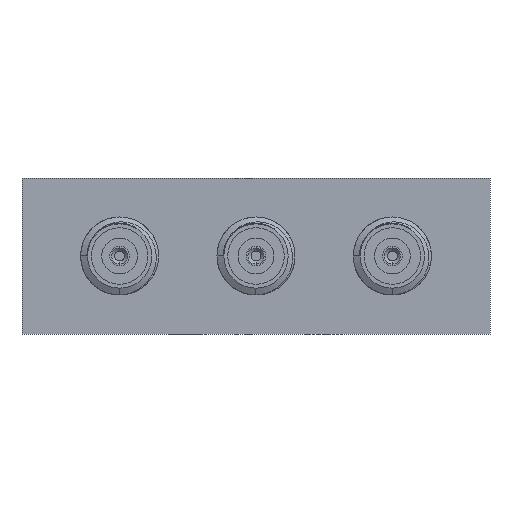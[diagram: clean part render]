
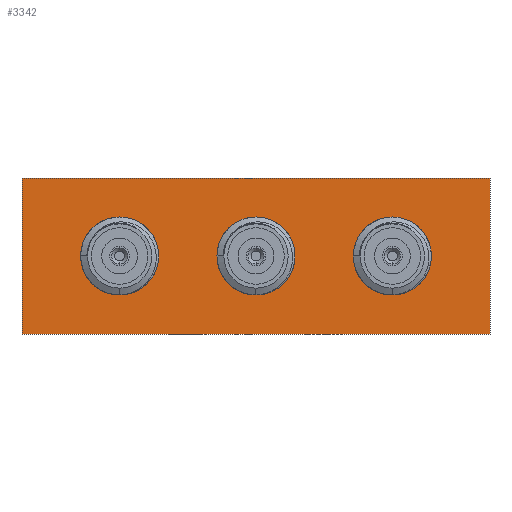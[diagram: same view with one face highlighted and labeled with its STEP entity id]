
A CAD part, front view. The second image highlights one B-rep face of the part: STEP entity #3342.
In plain terms, the highlighted planar face has unit normal (0, -1, 0).
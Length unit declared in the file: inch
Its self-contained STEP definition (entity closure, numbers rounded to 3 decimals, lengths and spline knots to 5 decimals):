
#54 = VERTEX_POINT ( 'NONE', #7002 ) ;
#104 = ORIENTED_EDGE ( 'NONE', *, *, #2873, .F. ) ;
#112 = EDGE_CURVE ( 'NONE', #5707, #8452, #10386, .T. ) ;
#311 = CIRCLE ( 'NONE', #2207, 0.125 ) ;
#519 = AXIS2_PLACEMENT_3D ( 'NONE', #1758, #3795, #3141 ) ;
#632 = VERTEX_POINT ( 'NONE', #6654 ) ;
#677 = EDGE_CURVE ( 'NONE', #632, #2004, #5563, .T. ) ;
#680 = ORIENTED_EDGE ( 'NONE', *, *, #8265, .F. ) ;
#744 = VERTEX_POINT ( 'NONE', #2751 ) ;
#895 = ORIENTED_EDGE ( 'NONE', *, *, #4112, .F. ) ;
#1178 = LINE ( 'NONE', #5211, #3262 ) ;
#1271 = DIRECTION ( 'NONE',  ( 0., 0., 1. ) ) ;
#1317 = ORIENTED_EDGE ( 'NONE', *, *, #2388, .F. ) ;
#1368 = CIRCLE ( 'NONE', #519, 0.125 ) ;
#1386 = AXIS2_PLACEMENT_3D ( 'NONE', #11333, #5375, #10351 ) ;
#1758 = CARTESIAN_POINT ( 'NONE',  ( 0.437, 0., 0. ) ) ;
#1775 = DIRECTION ( 'NONE',  ( -1., 0., 0. ) ) ;
#1799 = CARTESIAN_POINT ( 'NONE',  ( 0.75, 0., 0.25 ) ) ;
#1905 = CARTESIAN_POINT ( 'NONE',  ( 0.48578, 0., 0.11509 ) ) ;
#1911 = CARTESIAN_POINT ( 'NONE',  ( -0.125, 0., 0. ) ) ;
#1991 = DIRECTION ( 'NONE',  ( 0., 0., 1. ) ) ;
#2004 = VERTEX_POINT ( 'NONE', #8268 ) ;
#2025 = VECTOR ( 'NONE', #1775, 39.37008 ) ;
#2039 = CIRCLE ( 'NONE', #11894, 0.125 ) ;
#2207 = AXIS2_PLACEMENT_3D ( 'NONE', #5599, #2434, #12345 ) ;
#2250 = ORIENTED_EDGE ( 'NONE', *, *, #12086, .F. ) ;
#2289 = VECTOR ( 'NONE', #12047, 39.37008 ) ;
#2372 = ORIENTED_EDGE ( 'NONE', *, *, #6260, .T. ) ;
#2388 = EDGE_CURVE ( 'NONE', #12654, #54, #4976, .T. ) ;
#2434 = DIRECTION ( 'NONE',  ( 0., -1., 0. ) ) ;
#2533 = PLANE ( 'NONE',  #11314 ) ;
#2617 = CARTESIAN_POINT ( 'NONE',  ( 0.04878, 0., 0.11509 ) ) ;
#2696 = LINE ( 'NONE', #3429, #2025 ) ;
#2751 = CARTESIAN_POINT ( 'NONE',  ( -0.38822, 0., 0.11509 ) ) ;
#2873 = EDGE_CURVE ( 'NONE', #2004, #10268, #4822, .T. ) ;
#2978 = DIRECTION ( 'NONE',  ( 0., -1., 0. ) ) ;
#3141 = DIRECTION ( 'NONE',  ( 0., 0., 1. ) ) ;
#3168 = CARTESIAN_POINT ( 'NONE',  ( 0.437, 0., 0. ) ) ;
#3181 = ORIENTED_EDGE ( 'NONE', *, *, #677, .F. ) ;
#3214 = DIRECTION ( 'NONE',  ( 0., -1., 0. ) ) ;
#3237 = DIRECTION ( 'NONE',  ( 0., -1., 0. ) ) ;
#3254 = DIRECTION ( 'NONE',  ( 0., 0., 1. ) ) ;
#3262 = VECTOR ( 'NONE', #6254, 39.37008 ) ;
#3342 = ADVANCED_FACE ( 'NONE', ( #4450, #10360, #11344, #10545 ), #2533, .F. ) ;
#3397 = CARTESIAN_POINT ( 'NONE',  ( -0.437, 0., 0. ) ) ;
#3429 = CARTESIAN_POINT ( 'NONE',  ( 0.75, 0., -0.25 ) ) ;
#3504 = CARTESIAN_POINT ( 'NONE',  ( 0.75, 0., 0.25 ) ) ;
#3552 = AXIS2_PLACEMENT_3D ( 'NONE', #3168, #2978, #1991 ) ;
#3738 = DIRECTION ( 'NONE',  ( 0., 0., 1. ) ) ;
#3795 = DIRECTION ( 'NONE',  ( 0., -1., 0. ) ) ;
#3949 = CARTESIAN_POINT ( 'NONE',  ( -0.437, 0., 0.125 ) ) ;
#4112 = EDGE_CURVE ( 'NONE', #10268, #632, #1368, .T. ) ;
#4122 = AXIS2_PLACEMENT_3D ( 'NONE', #8248, #12243, #3254 ) ;
#4286 = ORIENTED_EDGE ( 'NONE', *, *, #4383, .T. ) ;
#4316 = VECTOR ( 'NONE', #11580, 39.37008 ) ;
#4326 = VERTEX_POINT ( 'NONE', #4447 ) ;
#4335 = CIRCLE ( 'NONE', #1386, 0.125 ) ;
#4383 = EDGE_CURVE ( 'NONE', #12654, #4326, #5748, .T. ) ;
#4407 = EDGE_LOOP ( 'NONE', ( #2250, #6802, #8750 ) ) ;
#4447 = CARTESIAN_POINT ( 'NONE',  ( -0.75, 0., 0.25 ) ) ;
#4450 = FACE_BOUND ( 'NONE', #5329, .T. ) ;
#4664 = DIRECTION ( 'NONE',  ( 0., -1., 0. ) ) ;
#4676 = CARTESIAN_POINT ( 'NONE',  ( -0.75, 0., -0.25 ) ) ;
#4803 = CARTESIAN_POINT ( 'NONE',  ( 0.437, 0., 0. ) ) ;
#4822 = CIRCLE ( 'NONE', #3552, 0.125 ) ;
#4976 = LINE ( 'NONE', #11191, #2289 ) ;
#5211 = CARTESIAN_POINT ( 'NONE',  ( -0.75, 0., 0.25 ) ) ;
#5329 = EDGE_LOOP ( 'NONE', ( #104, #3181, #895 ) ) ;
#5375 = DIRECTION ( 'NONE',  ( 0., -1., 0. ) ) ;
#5445 = EDGE_CURVE ( 'NONE', #10153, #7523, #311, .T. ) ;
#5563 = CIRCLE ( 'NONE', #6387, 0.125 ) ;
#5599 = CARTESIAN_POINT ( 'NONE',  ( 0., 0., 0. ) ) ;
#5694 = VERTEX_POINT ( 'NONE', #4676 ) ;
#5707 = VERTEX_POINT ( 'NONE', #3949 ) ;
#5748 = LINE ( 'NONE', #1799, #4316 ) ;
#6254 = DIRECTION ( 'NONE',  ( 0., 0., -1. ) ) ;
#6260 = EDGE_CURVE ( 'NONE', #4326, #5694, #1178, .T. ) ;
#6387 = AXIS2_PLACEMENT_3D ( 'NONE', #4803, #4664, #3738 ) ;
#6434 = DIRECTION ( 'NONE',  ( 0., -1., 0. ) ) ;
#6480 = CARTESIAN_POINT ( 'NONE',  ( 0., 0., 0.125 ) ) ;
#6654 = CARTESIAN_POINT ( 'NONE',  ( 0.437, 0., 0.125 ) ) ;
#6802 = ORIENTED_EDGE ( 'NONE', *, *, #7498, .F. ) ;
#7002 = CARTESIAN_POINT ( 'NONE',  ( 0.75, 0., -0.25 ) ) ;
#7220 = DIRECTION ( 'NONE',  ( 0., 0., 1. ) ) ;
#7403 = DIRECTION ( 'NONE',  ( 0., 1., 0. ) ) ;
#7498 = EDGE_CURVE ( 'NONE', #7523, #11783, #12904, .T. ) ;
#7523 = VERTEX_POINT ( 'NONE', #6480 ) ;
#7769 = ORIENTED_EDGE ( 'NONE', *, *, #7835, .F. ) ;
#7835 = EDGE_CURVE ( 'NONE', #8452, #744, #12083, .T. ) ;
#8248 = CARTESIAN_POINT ( 'NONE',  ( 0., 0., 0. ) ) ;
#8260 = CARTESIAN_POINT ( 'NONE',  ( 0.75, 0., 0.25 ) ) ;
#8265 = EDGE_CURVE ( 'NONE', #744, #5707, #4335, .T. ) ;
#8268 = CARTESIAN_POINT ( 'NONE',  ( 0.312, 0., 0. ) ) ;
#8452 = VERTEX_POINT ( 'NONE', #11586 ) ;
#8750 = ORIENTED_EDGE ( 'NONE', *, *, #5445, .F. ) ;
#9252 = DIRECTION ( 'NONE',  ( 0., 0., 1. ) ) ;
#9309 = DIRECTION ( 'NONE',  ( 0., 0., 1. ) ) ;
#9334 = AXIS2_PLACEMENT_3D ( 'NONE', #12107, #3237, #1271 ) ;
#9357 = AXIS2_PLACEMENT_3D ( 'NONE', #3397, #6434, #9252 ) ;
#9384 = CARTESIAN_POINT ( 'NONE',  ( 0., 0., 0. ) ) ;
#10002 = ORIENTED_EDGE ( 'NONE', *, *, #11587, .F. ) ;
#10153 = VERTEX_POINT ( 'NONE', #2617 ) ;
#10268 = VERTEX_POINT ( 'NONE', #1905 ) ;
#10351 = DIRECTION ( 'NONE',  ( 0., 0., 1. ) ) ;
#10360 = FACE_BOUND ( 'NONE', #4407, .T. ) ;
#10386 = CIRCLE ( 'NONE', #9334, 0.125 ) ;
#10545 = FACE_OUTER_BOUND ( 'NONE', #12667, .T. ) ;
#11191 = CARTESIAN_POINT ( 'NONE',  ( 0.75, 0., 0.25 ) ) ;
#11314 = AXIS2_PLACEMENT_3D ( 'NONE', #8260, #7403, #9309 ) ;
#11333 = CARTESIAN_POINT ( 'NONE',  ( -0.437, 0., 0. ) ) ;
#11344 = FACE_BOUND ( 'NONE', #12658, .T. ) ;
#11578 = ORIENTED_EDGE ( 'NONE', *, *, #112, .F. ) ;
#11580 = DIRECTION ( 'NONE',  ( -1., 0., 0. ) ) ;
#11586 = CARTESIAN_POINT ( 'NONE',  ( -0.562, 0., 0. ) ) ;
#11587 = EDGE_CURVE ( 'NONE', #54, #5694, #2696, .T. ) ;
#11783 = VERTEX_POINT ( 'NONE', #1911 ) ;
#11894 = AXIS2_PLACEMENT_3D ( 'NONE', #9384, #3214, #7220 ) ;
#12047 = DIRECTION ( 'NONE',  ( 0., 0., -1. ) ) ;
#12083 = CIRCLE ( 'NONE', #9357, 0.125 ) ;
#12086 = EDGE_CURVE ( 'NONE', #11783, #10153, #2039, .T. ) ;
#12107 = CARTESIAN_POINT ( 'NONE',  ( -0.437, 0., 0. ) ) ;
#12243 = DIRECTION ( 'NONE',  ( 0., -1., 0. ) ) ;
#12345 = DIRECTION ( 'NONE',  ( 0., 0., 1. ) ) ;
#12654 = VERTEX_POINT ( 'NONE', #3504 ) ;
#12658 = EDGE_LOOP ( 'NONE', ( #7769, #11578, #680 ) ) ;
#12667 = EDGE_LOOP ( 'NONE', ( #2372, #10002, #1317, #4286 ) ) ;
#12904 = CIRCLE ( 'NONE', #4122, 0.125 ) ;
